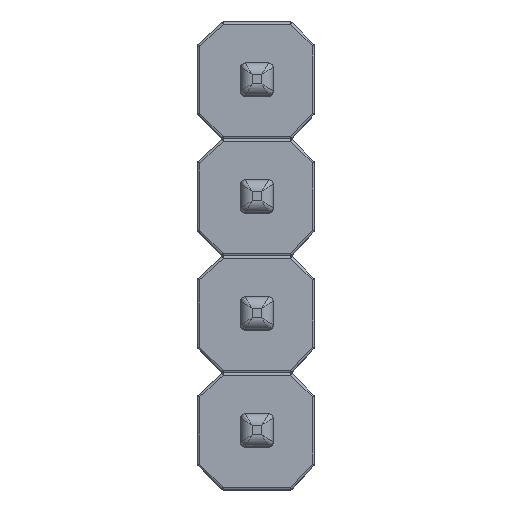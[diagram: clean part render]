
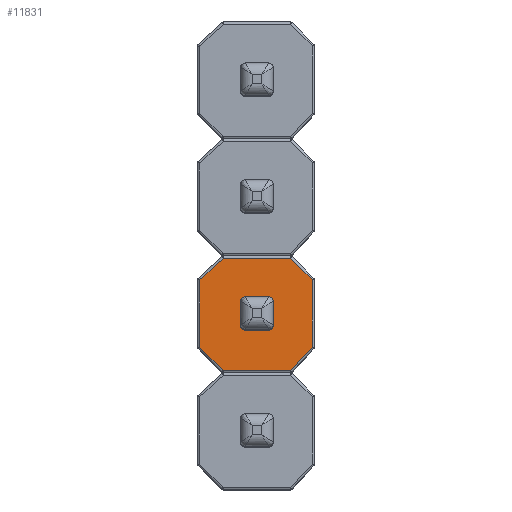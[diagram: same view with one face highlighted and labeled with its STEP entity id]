
A CAD part, top view. The second image highlights one B-rep face of the part: STEP entity #11831.
In plain terms, the highlighted planar face has unit normal (0, 0, 1).
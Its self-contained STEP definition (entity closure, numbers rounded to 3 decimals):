
#276=FACE_BOUND('',#4261,.T.);
#375=PLANE('',#13035);
#1235=LINE('',#19985,#2115);
#1237=LINE('',#19988,#2117);
#1245=LINE('',#20000,#2125);
#1247=LINE('',#20003,#2127);
#1251=LINE('',#20009,#2131);
#1253=LINE('',#20012,#2133);
#1261=LINE('',#20024,#2141);
#1263=LINE('',#20027,#2143);
#1271=LINE('',#20059,#2151);
#1272=LINE('',#20063,#2152);
#1273=LINE('',#20067,#2153);
#1274=LINE('',#20071,#2154);
#2115=VECTOR('',#15638,10.);
#2117=VECTOR('',#15642,10.);
#2125=VECTOR('',#15658,10.);
#2127=VECTOR('',#15662,10.);
#2131=VECTOR('',#15670,10.);
#2133=VECTOR('',#15674,10.);
#2141=VECTOR('',#15690,10.);
#2143=VECTOR('',#15694,10.);
#2151=VECTOR('',#15730,10.);
#2152=VECTOR('',#15733,10.);
#2153=VECTOR('',#15736,10.);
#2154=VECTOR('',#15739,10.);
#3411=FACE_OUTER_BOUND('',#4260,.T.);
#4260=EDGE_LOOP('',(#9459,#9460,#9461,#9462,#9463,#9464,#9465,#9466));
#4261=EDGE_LOOP('',(#9467,#9468,#9469,#9470,#9471,#9472,#9473,#9474));
#5035=CIRCLE('',#13036,0.1);
#5036=CIRCLE('',#13037,0.1);
#5037=CIRCLE('',#13038,0.1);
#5038=CIRCLE('',#13039,0.1);
#5720=VERTEX_POINT('',#19850);
#5726=VERTEX_POINT('',#19864);
#5729=VERTEX_POINT('',#19871);
#5738=VERTEX_POINT('',#19895);
#5741=VERTEX_POINT('',#19902);
#5750=VERTEX_POINT('',#19932);
#5753=VERTEX_POINT('',#19939);
#5762=VERTEX_POINT('',#19963);
#5775=VERTEX_POINT('',#20057);
#5776=VERTEX_POINT('',#20058);
#5777=VERTEX_POINT('',#20060);
#5778=VERTEX_POINT('',#20062);
#5779=VERTEX_POINT('',#20064);
#5780=VERTEX_POINT('',#20066);
#5781=VERTEX_POINT('',#20068);
#5782=VERTEX_POINT('',#20070);
#6983=EDGE_CURVE('',#5753,#5762,#1235,.T.);
#6985=EDGE_CURVE('',#5762,#5750,#1237,.T.);
#6993=EDGE_CURVE('',#5741,#5753,#1245,.T.);
#6995=EDGE_CURVE('',#5750,#5738,#1247,.T.);
#6999=EDGE_CURVE('',#5729,#5741,#1251,.T.);
#7001=EDGE_CURVE('',#5738,#5726,#1253,.T.);
#7009=EDGE_CURVE('',#5720,#5729,#1261,.T.);
#7011=EDGE_CURVE('',#5726,#5720,#1263,.T.);
#7023=EDGE_CURVE('',#5775,#5776,#1271,.T.);
#7024=EDGE_CURVE('',#5777,#5776,#5035,.F.);
#7025=EDGE_CURVE('',#5777,#5778,#1272,.T.);
#7026=EDGE_CURVE('',#5779,#5778,#5036,.F.);
#7027=EDGE_CURVE('',#5779,#5780,#1273,.T.);
#7028=EDGE_CURVE('',#5781,#5780,#5037,.F.);
#7029=EDGE_CURVE('',#5781,#5782,#1274,.T.);
#7030=EDGE_CURVE('',#5775,#5782,#5038,.F.);
#9459=ORIENTED_EDGE('',*,*,#6983,.F.);
#9460=ORIENTED_EDGE('',*,*,#6993,.F.);
#9461=ORIENTED_EDGE('',*,*,#6999,.F.);
#9462=ORIENTED_EDGE('',*,*,#7009,.F.);
#9463=ORIENTED_EDGE('',*,*,#7011,.F.);
#9464=ORIENTED_EDGE('',*,*,#7001,.F.);
#9465=ORIENTED_EDGE('',*,*,#6995,.F.);
#9466=ORIENTED_EDGE('',*,*,#6985,.F.);
#9467=ORIENTED_EDGE('',*,*,#7023,.T.);
#9468=ORIENTED_EDGE('',*,*,#7024,.F.);
#9469=ORIENTED_EDGE('',*,*,#7025,.T.);
#9470=ORIENTED_EDGE('',*,*,#7026,.F.);
#9471=ORIENTED_EDGE('',*,*,#7027,.T.);
#9472=ORIENTED_EDGE('',*,*,#7028,.F.);
#9473=ORIENTED_EDGE('',*,*,#7029,.T.);
#9474=ORIENTED_EDGE('',*,*,#7030,.F.);
#11831=ADVANCED_FACE('',(#3411,#276),#375,.T.);
#13035=AXIS2_PLACEMENT_3D('',#20056,#15728,#15729);
#13036=AXIS2_PLACEMENT_3D('',#20061,#15731,#15732);
#13037=AXIS2_PLACEMENT_3D('',#20065,#15734,#15735);
#13038=AXIS2_PLACEMENT_3D('',#20069,#15737,#15738);
#13039=AXIS2_PLACEMENT_3D('',#20072,#15740,#15741);
#15638=DIRECTION('',(0.,-1.,0.));
#15642=DIRECTION('',(-0.681,-0.733,0.));
#15658=DIRECTION('',(0.707,-0.707,0.));
#15662=DIRECTION('',(-1.,0.,0.));
#15670=DIRECTION('',(1.,0.,0.));
#15674=DIRECTION('',(-0.706,0.708,0.));
#15690=DIRECTION('',(0.734,0.679,0.));
#15694=DIRECTION('',(0.,1.,0.));
#15728=DIRECTION('center_axis',(0.,0.,1.));
#15729=DIRECTION('ref_axis',(1.,0.,0.));
#15730=DIRECTION('',(-1.,0.,0.));
#15731=DIRECTION('center_axis',(0.,0.,-1.));
#15732=DIRECTION('ref_axis',(-0.707,-0.707,0.));
#15733=DIRECTION('',(0.,1.,0.));
#15734=DIRECTION('center_axis',(0.,0.,-1.));
#15735=DIRECTION('ref_axis',(-0.707,0.707,0.));
#15736=DIRECTION('',(1.,0.,0.));
#15737=DIRECTION('center_axis',(0.,0.,-1.));
#15738=DIRECTION('ref_axis',(0.707,0.707,0.));
#15739=DIRECTION('',(0.,-1.,0.));
#15740=DIRECTION('center_axis',(0.,0.,-1.));
#15741=DIRECTION('ref_axis',(0.707,-0.707,0.));
#19850=CARTESIAN_POINT('',(-3.55,2.374,2.54));
#19864=CARTESIAN_POINT('',(-3.55,0.914,2.54));
#19871=CARTESIAN_POINT('',(-3.04,2.845,2.54));
#19895=CARTESIAN_POINT('',(-3.044,0.405,2.54));
#19902=CARTESIAN_POINT('',(-1.581,2.845,2.54));
#19932=CARTESIAN_POINT('',(-1.584,0.405,2.54));
#19939=CARTESIAN_POINT('',(-1.11,2.375,2.54));
#19963=CARTESIAN_POINT('',(-1.11,0.915,2.54));
#19985=CARTESIAN_POINT('',(-1.11,1.26,2.54));
#19988=CARTESIAN_POINT('',(-1.46,0.539,2.54));
#20000=CARTESIAN_POINT('',(-1.22,2.485,2.54));
#20003=CARTESIAN_POINT('',(-2.697,0.405,2.54));
#20009=CARTESIAN_POINT('',(-1.945,2.845,2.54));
#20012=CARTESIAN_POINT('',(-3.431,0.795,2.54));
#20024=CARTESIAN_POINT('',(-3.146,2.748,2.54));
#20027=CARTESIAN_POINT('',(-3.55,2.01,2.54));
#20056=CARTESIAN_POINT('Origin',(-2.33,1.625,2.54));
#20057=CARTESIAN_POINT('',(-2.055,1.281,2.54));
#20058=CARTESIAN_POINT('',(-2.562,1.281,2.54));
#20059=CARTESIAN_POINT('',(-2.496,1.281,2.54));
#20060=CARTESIAN_POINT('',(-2.662,1.381,2.54));
#20061=CARTESIAN_POINT('Origin',(-2.562,1.381,2.54));
#20062=CARTESIAN_POINT('',(-2.662,1.888,2.54));
#20063=CARTESIAN_POINT('',(-2.662,1.807,2.54));
#20064=CARTESIAN_POINT('',(-2.562,1.988,2.54));
#20065=CARTESIAN_POINT('Origin',(-2.562,1.888,2.54));
#20066=CARTESIAN_POINT('',(-2.055,1.988,2.54));
#20067=CARTESIAN_POINT('',(-2.143,1.988,2.54));
#20068=CARTESIAN_POINT('',(-1.955,1.888,2.54));
#20069=CARTESIAN_POINT('Origin',(-2.055,1.888,2.54));
#20070=CARTESIAN_POINT('',(-1.955,1.381,2.54));
#20071=CARTESIAN_POINT('',(-1.955,1.453,2.54));
#20072=CARTESIAN_POINT('Origin',(-2.055,1.381,2.54));
